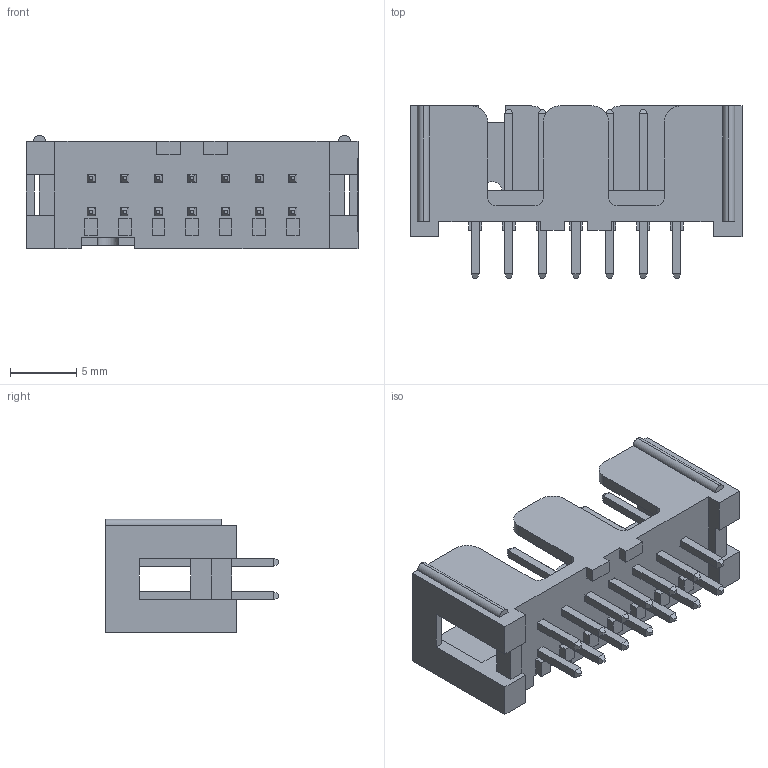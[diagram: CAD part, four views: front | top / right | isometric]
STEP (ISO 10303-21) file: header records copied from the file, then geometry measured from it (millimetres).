
FILE_DESCRIPTION (( 'STEP AP214' ), '1' );
FILE_NAME ('2514-6002UB.STEP', '2020-12-11T20:21:11', ( '' ), ( '' ), 'SwSTEP 2.0', 'SolidWorks 2017', '' );
FILE_SCHEMA (( 'AUTOMOTIVE_DESIGN' ));
Length unit declared in the file: millimetre
Products named in the file (2): 2514-6002UB
Assembly tree (1 placements, depth 2):
  2514-6002UB
    2514-6002UB
Bounding box: 25.1 x 13.03 x 8.59 mm (x, y, z)
Volume: 761.2 mm3; surface area: 1847.2 mm2
Topology: 29 solids, 29 shells, 466 faces, 1107 edges, 700 vertices
Faces by surface type: plane 449, cylinder 17
Entity records: 13421 total; most frequent: CARTESIAN_POINT 2277, ORIENTED_EDGE 2214, DIRECTION 2083, EDGE_CURVE 1107, VECTOR 1071, LINE 1071, VERTEX_POINT 700, AXIS2_PLACEMENT_3D 506
